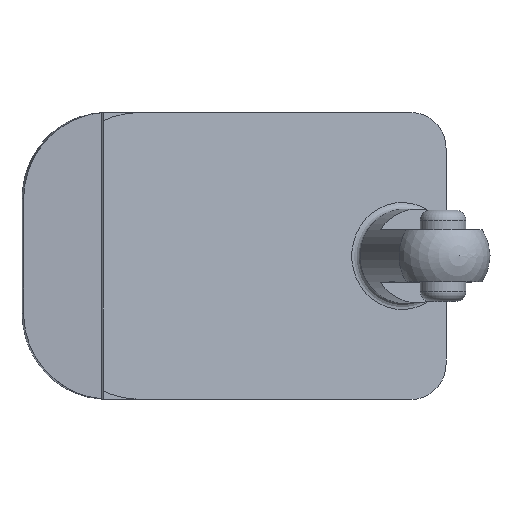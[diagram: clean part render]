
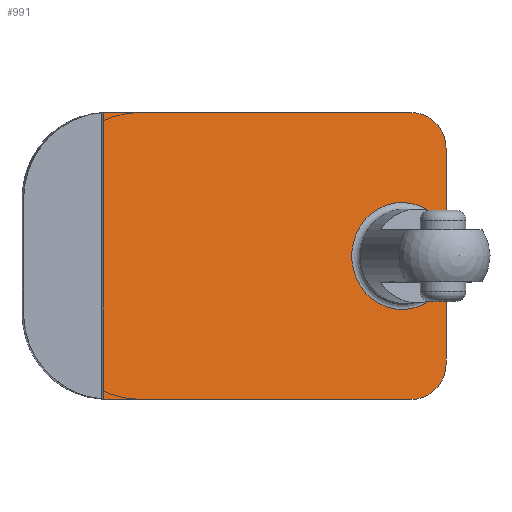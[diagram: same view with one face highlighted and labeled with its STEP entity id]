
A CAD part, top view. The second image highlights one B-rep face of the part: STEP entity #991.
In plain terms, the highlighted planar face has unit normal (0.342, 0, 0.94).
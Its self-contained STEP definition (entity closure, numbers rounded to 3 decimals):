
#36=PLANE('',#1052);
#65=B_SPLINE_CURVE_WITH_KNOTS('',3,(#1488,#1489,#1490,#1491),
 .UNSPECIFIED.,.F.,.F.,(4,4),(0.487,0.502),
 .UNSPECIFIED.);
#66=B_SPLINE_CURVE_WITH_KNOTS('',3,(#1495,#1496,#1497,#1498),
 .UNSPECIFIED.,.F.,.F.,(4,4),(1.524,1.539),
 .UNSPECIFIED.);
#107=LINE('',#1482,#184);
#108=LINE('',#1486,#185);
#109=LINE('',#1493,#186);
#110=LINE('',#1500,#187);
#111=LINE('',#1503,#188);
#184=VECTOR('',#1137,10.);
#185=VECTOR('',#1140,10.);
#186=VECTOR('',#1141,10.);
#187=VECTOR('',#1142,10.);
#188=VECTOR('',#1145,10.);
#262=FACE_OUTER_BOUND('',#320,.T.);
#320=EDGE_LOOP('',(#675,#676,#677,#678,#679,#680,#681,#682,#683,#684));
#382=CIRCLE('',#1051,2.05);
#383=CIRCLE('',#1053,1.4);
#384=CIRCLE('',#1054,1.4);
#411=VERTEX_POINT('',#1403);
#414=VERTEX_POINT('',#1408);
#416=VERTEX_POINT('',#1481);
#417=VERTEX_POINT('',#1483);
#418=VERTEX_POINT('',#1485);
#419=VERTEX_POINT('',#1487);
#420=VERTEX_POINT('',#1492);
#421=VERTEX_POINT('',#1494);
#422=VERTEX_POINT('',#1499);
#423=VERTEX_POINT('',#1501);
#515=EDGE_CURVE('',#414,#411,#382,.T.);
#520=EDGE_CURVE('',#414,#416,#107,.T.);
#521=EDGE_CURVE('',#417,#416,#383,.T.);
#522=EDGE_CURVE('',#418,#417,#108,.T.);
#523=EDGE_CURVE('',#419,#418,#65,.T.);
#524=EDGE_CURVE('',#420,#419,#109,.T.);
#525=EDGE_CURVE('',#421,#420,#66,.T.);
#526=EDGE_CURVE('',#422,#421,#110,.T.);
#527=EDGE_CURVE('',#423,#422,#384,.T.);
#528=EDGE_CURVE('',#423,#411,#111,.T.);
#675=ORIENTED_EDGE('',*,*,#515,.F.);
#676=ORIENTED_EDGE('',*,*,#520,.T.);
#677=ORIENTED_EDGE('',*,*,#521,.F.);
#678=ORIENTED_EDGE('',*,*,#522,.F.);
#679=ORIENTED_EDGE('',*,*,#523,.F.);
#680=ORIENTED_EDGE('',*,*,#524,.F.);
#681=ORIENTED_EDGE('',*,*,#525,.F.);
#682=ORIENTED_EDGE('',*,*,#526,.F.);
#683=ORIENTED_EDGE('',*,*,#527,.F.);
#684=ORIENTED_EDGE('',*,*,#528,.T.);
#991=ADVANCED_FACE('',(#262),#36,.T.);
#1051=AXIS2_PLACEMENT_3D('',#1410,#1131,#1132);
#1052=AXIS2_PLACEMENT_3D('',#1480,#1135,#1136);
#1053=AXIS2_PLACEMENT_3D('',#1484,#1138,#1139);
#1054=AXIS2_PLACEMENT_3D('',#1502,#1143,#1144);
#1131=DIRECTION('center_axis',(0.342,0.,0.94));
#1132=DIRECTION('ref_axis',(-0.94,0.,0.342));
#1135=DIRECTION('center_axis',(0.342,0.,0.94));
#1136=DIRECTION('ref_axis',(0.94,0.,-0.342));
#1137=DIRECTION('',(0.,1.,0.));
#1138=DIRECTION('center_axis',(-0.342,0.,
-0.94));
#1139=DIRECTION('ref_axis',(0.664,0.707,-0.242));
#1140=DIRECTION('',(0.94,0.,-0.342));
#1141=DIRECTION('',(0.,1.,0.));
#1142=DIRECTION('',(-0.94,0.,0.342));
#1143=DIRECTION('center_axis',(-0.342,0.,
-0.94));
#1144=DIRECTION('ref_axis',(0.664,-0.707,-0.242));
#1145=DIRECTION('',(0.,1.,0.));
#1403=CARTESIAN_POINT('',(-5.868,-22.681,-1.737));
#1408=CARTESIAN_POINT('',(-5.868,-20.719,-1.737));
#1410=CARTESIAN_POINT('Origin',(-7.559,-21.7,-1.121));
#1480=CARTESIAN_POINT('Origin',(-19.007,-27.2,3.045));
#1481=CARTESIAN_POINT('',(-5.868,-17.6,-1.737));
#1482=CARTESIAN_POINT('',(-5.868,-27.2,-1.737));
#1483=CARTESIAN_POINT('',(-7.183,-16.2,-1.258));
#1484=CARTESIAN_POINT('Origin',(-7.183,-17.6,-1.258));
#1485=CARTESIAN_POINT('',(-18.866,-16.2,2.994));
#1486=CARTESIAN_POINT('',(-5.868,-16.2,-1.737));
#1487=CARTESIAN_POINT('',(-19.007,-16.203,3.045));
#1488=CARTESIAN_POINT('Ctrl Pts',(-19.007,-16.203,3.045));
#1489=CARTESIAN_POINT('Ctrl Pts',(-18.959,-16.201,3.028));
#1490=CARTESIAN_POINT('Ctrl Pts',(-18.912,-16.2,3.011));
#1491=CARTESIAN_POINT('Ctrl Pts',(-18.866,-16.2,2.994));
#1492=CARTESIAN_POINT('',(-19.007,-27.197,3.045));
#1493=CARTESIAN_POINT('',(-19.007,-27.2,3.045));
#1494=CARTESIAN_POINT('',(-18.866,-27.2,2.994));
#1495=CARTESIAN_POINT('Ctrl Pts',(-18.866,-27.2,2.994));
#1496=CARTESIAN_POINT('Ctrl Pts',(-18.912,-27.2,3.011));
#1497=CARTESIAN_POINT('Ctrl Pts',(-18.959,-27.199,3.028));
#1498=CARTESIAN_POINT('Ctrl Pts',(-19.007,-27.197,3.045));
#1499=CARTESIAN_POINT('',(-7.183,-27.2,-1.258));
#1500=CARTESIAN_POINT('',(-5.868,-27.2,-1.737));
#1501=CARTESIAN_POINT('',(-5.868,-25.8,-1.737));
#1502=CARTESIAN_POINT('Origin',(-7.183,-25.8,-1.258));
#1503=CARTESIAN_POINT('',(-5.868,-27.2,-1.737));
